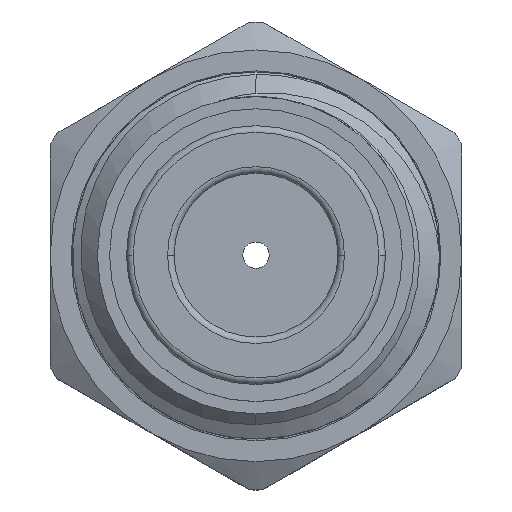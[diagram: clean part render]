
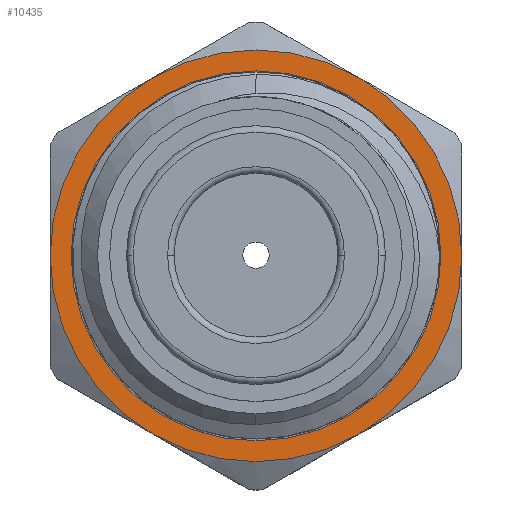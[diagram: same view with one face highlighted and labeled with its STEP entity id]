
A CAD part, top view. The second image highlights one B-rep face of the part: STEP entity #10435.
In plain terms, the highlighted planar face has unit normal (0, 0, 1).
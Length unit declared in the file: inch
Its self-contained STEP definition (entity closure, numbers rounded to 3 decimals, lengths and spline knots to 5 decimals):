
#233 = AXIS2_PLACEMENT_3D ( 'NONE', #1776, #5012, #13314 ) ;
#567 = CARTESIAN_POINT ( 'NONE',  ( 0., 0., 0.93 ) ) ;
#639 = CARTESIAN_POINT ( 'NONE',  ( 0., 0., 0.93 ) ) ;
#794 = AXIS2_PLACEMENT_3D ( 'NONE', #10968, #2624, #1518 ) ;
#800 = EDGE_CURVE ( 'NONE', #5437, #9041, #8076, .T. ) ;
#1009 = CARTESIAN_POINT ( 'NONE',  ( 0., 0.28075, 0.93 ) ) ;
#1146 = CARTESIAN_POINT ( 'NONE',  ( 0., 0., 0.93 ) ) ;
#1152 = EDGE_CURVE ( 'NONE', #5044, #5589, #10042, .T. ) ;
#1241 = EDGE_CURVE ( 'NONE', #5589, #5811, #4451, .T. ) ;
#1518 = DIRECTION ( 'NONE',  ( -1., 0., 0. ) ) ;
#1583 = AXIS2_PLACEMENT_3D ( 'NONE', #567, #3608, #7967 ) ;
#1774 = DIRECTION ( 'NONE',  ( 0., 1., 0. ) ) ;
#1776 = CARTESIAN_POINT ( 'NONE',  ( 0., 0., 0.93 ) ) ;
#1814 = DIRECTION ( 'NONE',  ( 0., 0., -1. ) ) ;
#1975 = AXIS2_PLACEMENT_3D ( 'NONE', #1146, #7425, #4276 ) ;
#2295 = CARTESIAN_POINT ( 'NONE',  ( 0.3125, 0., 0.93 ) ) ;
#2624 = DIRECTION ( 'NONE',  ( 0., 0., -1. ) ) ;
#2670 = ORIENTED_EDGE ( 'NONE', *, *, #9657, .T. ) ;
#2867 = CARTESIAN_POINT ( 'NONE',  ( 0.15625, -0.27063, 0.93 ) ) ;
#2896 = DIRECTION ( 'NONE',  ( 0., -1., 0. ) ) ;
#3166 = ORIENTED_EDGE ( 'NONE', *, *, #800, .F. ) ;
#3285 = ORIENTED_EDGE ( 'NONE', *, *, #6842, .F. ) ;
#3608 = DIRECTION ( 'NONE',  ( 0., 0., -1. ) ) ;
#3710 = ORIENTED_EDGE ( 'NONE', *, *, #10827, .F. ) ;
#3874 = ORIENTED_EDGE ( 'NONE', *, *, #4595, .F. ) ;
#4276 = DIRECTION ( 'NONE',  ( 0., 1., 0. ) ) ;
#4451 = CIRCLE ( 'NONE', #8399, 0.3125 ) ;
#4474 = AXIS2_PLACEMENT_3D ( 'NONE', #8223, #8314, #11523 ) ;
#4595 = EDGE_CURVE ( 'NONE', #5811, #5130, #12218, .T. ) ;
#4825 = CARTESIAN_POINT ( 'NONE',  ( 0., 0., 0.93 ) ) ;
#4937 = DIRECTION ( 'NONE',  ( 0., 0., -1. ) ) ;
#5004 = ORIENTED_EDGE ( 'NONE', *, *, #1241, .F. ) ;
#5012 = DIRECTION ( 'NONE',  ( 0., 0., -1. ) ) ;
#5015 = FACE_BOUND ( 'NONE', #10210, .T. ) ;
#5044 = VERTEX_POINT ( 'NONE', #2867 ) ;
#5130 = VERTEX_POINT ( 'NONE', #7266 ) ;
#5437 = VERTEX_POINT ( 'NONE', #10393 ) ;
#5589 = VERTEX_POINT ( 'NONE', #11793 ) ;
#5811 = VERTEX_POINT ( 'NONE', #6582 ) ;
#6145 = PLANE ( 'NONE',  #4474 ) ;
#6181 = EDGE_LOOP ( 'NONE', ( #5004, #12931, #3710, #3166, #3285, #3874 ) ) ;
#6582 = CARTESIAN_POINT ( 'NONE',  ( -0.3125, 0., 0.93 ) ) ;
#6842 = EDGE_CURVE ( 'NONE', #5130, #5437, #12075, .T. ) ;
#6986 = AXIS2_PLACEMENT_3D ( 'NONE', #4825, #1814, #7038 ) ;
#7038 = DIRECTION ( 'NONE',  ( 0., -1., 0. ) ) ;
#7266 = CARTESIAN_POINT ( 'NONE',  ( -0.15625, 0.27063, 0.93 ) ) ;
#7425 = DIRECTION ( 'NONE',  ( 0., 0., -1. ) ) ;
#7947 = CARTESIAN_POINT ( 'NONE',  ( 0., 0., 0.93 ) ) ;
#7967 = DIRECTION ( 'NONE',  ( 0., -1., 0. ) ) ;
#8076 = CIRCLE ( 'NONE', #6986, 0.3125 ) ;
#8223 = CARTESIAN_POINT ( 'NONE',  ( 0., 0.28075, 0.93 ) ) ;
#8314 = DIRECTION ( 'NONE',  ( 0., 0., 1. ) ) ;
#8358 = VERTEX_POINT ( 'NONE', #1009 ) ;
#8399 = AXIS2_PLACEMENT_3D ( 'NONE', #639, #4937, #2896 ) ;
#8823 = CIRCLE ( 'NONE', #1975, 0.28075 ) ;
#9014 = CIRCLE ( 'NONE', #12929, 0.28075 ) ;
#9041 = VERTEX_POINT ( 'NONE', #2295 ) ;
#9314 = VERTEX_POINT ( 'NONE', #10162 ) ;
#9657 = EDGE_CURVE ( 'NONE', #8358, #9314, #9014, .T. ) ;
#9989 = DIRECTION ( 'NONE',  ( 0., 0., -1. ) ) ;
#10042 = CIRCLE ( 'NONE', #1583, 0.3125 ) ;
#10077 = DIRECTION ( 'NONE',  ( 0., -1., 0. ) ) ;
#10121 = CARTESIAN_POINT ( 'NONE',  ( 0., 0., 0.93 ) ) ;
#10162 = CARTESIAN_POINT ( 'NONE',  ( 0., -0.28075, 0.93 ) ) ;
#10210 = EDGE_LOOP ( 'NONE', ( #2670, #11952 ) ) ;
#10393 = CARTESIAN_POINT ( 'NONE',  ( 0.15625, 0.27063, 0.93 ) ) ;
#10435 = ADVANCED_FACE ( 'NONE', ( #11113, #5015 ), #6145, .T. ) ;
#10450 = CIRCLE ( 'NONE', #233, 0.3125 ) ;
#10827 = EDGE_CURVE ( 'NONE', #9041, #5044, #10450, .T. ) ;
#10968 = CARTESIAN_POINT ( 'NONE',  ( 0., 0., 0.93 ) ) ;
#11113 = FACE_OUTER_BOUND ( 'NONE', #6181, .T. ) ;
#11523 = DIRECTION ( 'NONE',  ( 0., -1., 0. ) ) ;
#11591 = EDGE_CURVE ( 'NONE', #9314, #8358, #8823, .T. ) ;
#11793 = CARTESIAN_POINT ( 'NONE',  ( -0.15625, -0.27063, 0.93 ) ) ;
#11952 = ORIENTED_EDGE ( 'NONE', *, *, #11591, .T. ) ;
#12075 = CIRCLE ( 'NONE', #12925, 0.3125 ) ;
#12218 = CIRCLE ( 'NONE', #794, 0.3125 ) ;
#12925 = AXIS2_PLACEMENT_3D ( 'NONE', #10121, #13267, #10077 ) ;
#12929 = AXIS2_PLACEMENT_3D ( 'NONE', #7947, #9989, #1774 ) ;
#12931 = ORIENTED_EDGE ( 'NONE', *, *, #1152, .F. ) ;
#13267 = DIRECTION ( 'NONE',  ( 0., 0., -1. ) ) ;
#13314 = DIRECTION ( 'NONE',  ( 0., -1., 0. ) ) ;
